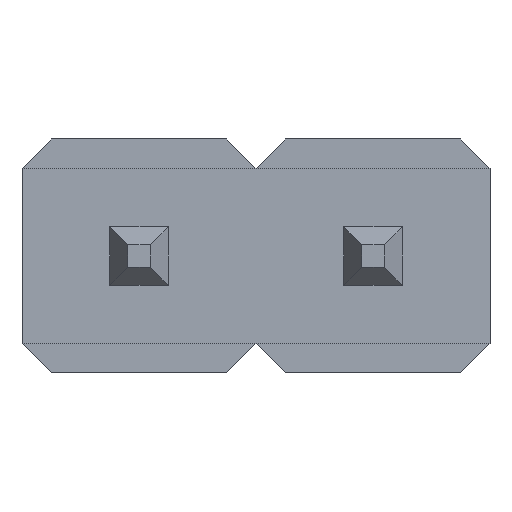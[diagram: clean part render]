
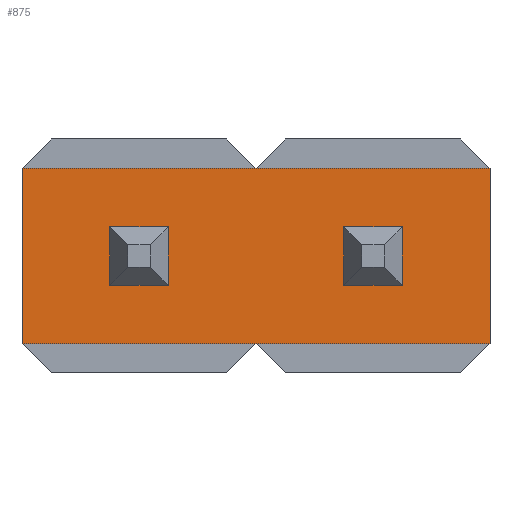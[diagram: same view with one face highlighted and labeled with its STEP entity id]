
A CAD part, front view. The second image highlights one B-rep face of the part: STEP entity #875.
In plain terms, the highlighted free-form (B-spline) face has degree [1, 1] with [2, 2] control points.
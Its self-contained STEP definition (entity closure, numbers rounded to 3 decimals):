
#333=VERTEX_POINT('',#927);
#341=EDGE_CURVE('',#603,#391,#935,.T.);
#357=VERTEX_POINT('',#955);
#367=VERTEX_POINT('',#967);
#369=EDGE_CURVE('',#675,#603,#969,.T.);
#385=VERTEX_POINT('',#985);
#391=VERTEX_POINT('',#992);
#415=VERTEX_POINT('',#1019);
#417=EDGE_CURVE('',#835,#415,#1021,.T.);
#465=VERTEX_POINT('',#1073);
#497=EDGE_CURVE('',#415,#465,#1108,.T.);
#519=VERTEX_POINT('',#1131);
#527=EDGE_CURVE('',#845,#519,#1139,.T.);
#533=VERTEX_POINT('',#1145);
#535=EDGE_CURVE('',#333,#835,#1147,.T.);
#603=VERTEX_POINT('',#1218);
#665=VERTEX_POINT('',#1293);
#675=VERTEX_POINT('',#1304);
#687=EDGE_CURVE('',#519,#367,#1318,.T.);
#781=EDGE_CURVE('',#665,#385,#1427,.T.);
#783=EDGE_CURVE('',#357,#845,#1429,.T.);
#801=EDGE_CURVE('',#533,#675,#1450,.T.);
#835=VERTEX_POINT('',#1484);
#839=EDGE_CURVE('',#357,#665,#1489,.T.);
#845=VERTEX_POINT('',#1495);
#851=EDGE_CURVE('',#391,#533,#1501,.T.);
#859=EDGE_CURVE('',#465,#333,#1510,.T.);
#875=ADVANCED_FACE('',(#1527,#1528,#1529),#1530,.F.);
#881=EDGE_CURVE('',#385,#367,#1536,.T.);
#927=CARTESIAN_POINT('',(4.215,-1.25,-0.215));
#935=LINE('',#1596,#1597);
#955=CARTESIAN_POINT('',(5.0,-1.25,-0.75));
#967=CARTESIAN_POINT('',(1.0,-1.25,0.75));
#969=LINE('',#1656,#1657);
#985=CARTESIAN_POINT('',(1.0,-1.25,-0.75));
#992=CARTESIAN_POINT('',(1.785,-1.25,0.215));
#1019=CARTESIAN_POINT('',(3.785,-1.25,0.215));
#1021=LINE('',#1736,#1737);
#1073=CARTESIAN_POINT('',(4.215,-1.25,0.215));
#1108=LINE('',#1890,#1891);
#1131=CARTESIAN_POINT('',(3.0,-1.25,0.75));
#1139=LINE('',#1942,#1943);
#1145=CARTESIAN_POINT('',(2.215,-1.25,0.215));
#1147=LINE('',#1956,#1957);
#1218=CARTESIAN_POINT('',(1.785,-1.25,-0.215));
#1293=CARTESIAN_POINT('',(3.0,-1.25,-0.75));
#1304=CARTESIAN_POINT('',(2.215,-1.25,-0.215));
#1318=LINE('',#2250,#2251);
#1427=LINE('',#2441,#2442);
#1429=LINE('',#2445,#2446);
#1450=LINE('',#2484,#2485);
#1484=CARTESIAN_POINT('',(3.785,-1.25,-0.215));
#1489=LINE('',#2547,#2548);
#1495=CARTESIAN_POINT('',(5.0,-1.25,0.75));
#1501=LINE('',#2567,#2568);
#1510=LINE('',#2583,#2584);
#1527=FACE_OUTER_BOUND('',#2608,.T.);
#1528=FACE_BOUND('',#2609,.T.);
#1529=FACE_BOUND('',#2610,.T.);
#1530=B_SPLINE_SURFACE_WITH_KNOTS('',1,1,((#2611,#2612),(#2613,#2614)),.UNSPECIFIED.,.F.,.F.,.F.,(2,2),(2,2),(0.0,4.0),(0.0,1.5),.UNSPECIFIED.);
#1536=LINE('',#2623,#2624);
#1596=CARTESIAN_POINT('',(1.785,-1.25,-0.215));
#1597=VECTOR('',#2669,0.43);
#1656=CARTESIAN_POINT('',(2.215,-1.25,-0.215));
#1657=VECTOR('',#2704,0.43);
#1736=CARTESIAN_POINT('',(3.785,-1.25,-0.215));
#1737=VECTOR('',#2732,0.43);
#1890=CARTESIAN_POINT('',(3.785,-1.25,0.215));
#1891=VECTOR('',#2792,0.43);
#1942=CARTESIAN_POINT('',(5.0,-1.25,0.75));
#1943=VECTOR('',#2806,2.0);
#1956=CARTESIAN_POINT('',(4.215,-1.25,-0.215));
#1957=VECTOR('',#2809,0.43);
#2250=CARTESIAN_POINT('',(3.0,-1.25,0.75));
#2251=VECTOR('',#2949,2.0);
#2441=CARTESIAN_POINT('',(3.0,-1.25,-0.75));
#2442=VECTOR('',#3047,2.0);
#2445=CARTESIAN_POINT('',(5.0,-1.25,-0.75));
#2446=VECTOR('',#3048,1.5);
#2484=CARTESIAN_POINT('',(2.215,-1.25,0.215));
#2485=VECTOR('',#3069,0.43);
#2547=CARTESIAN_POINT('',(5.0,-1.25,-0.75));
#2548=VECTOR('',#3086,2.0);
#2567=CARTESIAN_POINT('',(1.785,-1.25,0.215));
#2568=VECTOR('',#3090,0.43);
#2583=CARTESIAN_POINT('',(4.215,-1.25,0.215));
#2584=VECTOR('',#3097,0.43);
#2608=EDGE_LOOP('',(#3106,#3107,#3108,#3109,#3110,#3111));
#2609=EDGE_LOOP('',(#3112,#3113,#3114,#3115));
#2610=EDGE_LOOP('',(#3116,#3117,#3118,#3119));
#2611=CARTESIAN_POINT('',(1.0,-1.25,0.75));
#2612=CARTESIAN_POINT('',(1.0,-1.25,-0.75));
#2613=CARTESIAN_POINT('',(5.0,-1.25,0.75));
#2614=CARTESIAN_POINT('',(5.0,-1.25,-0.75));
#2623=CARTESIAN_POINT('',(1.0,-1.25,-0.75));
#2624=VECTOR('',#3121,1.5);
#2669=DIRECTION('',(0.0,0.0,1.0));
#2704=DIRECTION('',(-1.0,0.0,0.0));
#2732=DIRECTION('',(0.0,0.0,1.0));
#2792=DIRECTION('',(1.0,0.0,0.0));
#2806=DIRECTION('',(-1.0,0.0,0.0));
#2809=DIRECTION('',(-1.0,0.0,0.0));
#2949=DIRECTION('',(-1.0,0.0,0.0));
#3047=DIRECTION('',(-1.0,0.0,0.0));
#3048=DIRECTION('',(0.0,0.0,1.0));
#3069=DIRECTION('',(0.0,0.0,-1.0));
#3086=DIRECTION('',(-1.0,0.0,0.0));
#3090=DIRECTION('',(1.0,0.0,0.0));
#3097=DIRECTION('',(0.0,0.0,-1.0));
#3106=ORIENTED_EDGE('',*,*,#881,.F.);
#3107=ORIENTED_EDGE('',*,*,#781,.F.);
#3108=ORIENTED_EDGE('',*,*,#839,.F.);
#3109=ORIENTED_EDGE('',*,*,#783,.T.);
#3110=ORIENTED_EDGE('',*,*,#527,.T.);
#3111=ORIENTED_EDGE('',*,*,#687,.T.);
#3112=ORIENTED_EDGE('',*,*,#801,.T.);
#3113=ORIENTED_EDGE('',*,*,#369,.T.);
#3114=ORIENTED_EDGE('',*,*,#341,.T.);
#3115=ORIENTED_EDGE('',*,*,#851,.T.);
#3116=ORIENTED_EDGE('',*,*,#859,.T.);
#3117=ORIENTED_EDGE('',*,*,#535,.T.);
#3118=ORIENTED_EDGE('',*,*,#417,.T.);
#3119=ORIENTED_EDGE('',*,*,#497,.T.);
#3121=DIRECTION('',(0.0,0.0,1.0));
